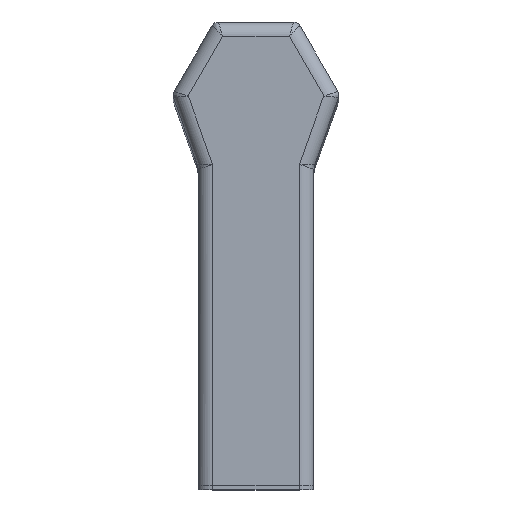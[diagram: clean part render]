
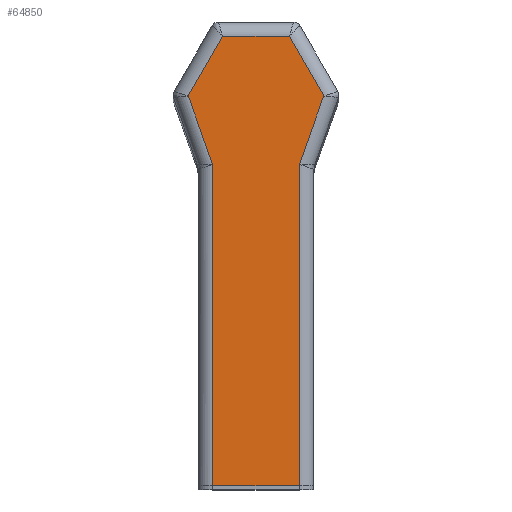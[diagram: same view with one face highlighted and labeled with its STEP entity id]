
A CAD part, top view. The second image highlights one B-rep face of the part: STEP entity #64850.
In plain terms, the highlighted face is planar.
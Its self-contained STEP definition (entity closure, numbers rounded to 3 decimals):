
#50320=CARTESIAN_POINT('',(-336.,-27.,-3.));
#50330=VERTEX_POINT('',#50320);
#50360=CARTESIAN_POINT('',(-336.,-27.,0.));
#50370=DIRECTION('',(0.,0.,-1.));
#50380=VECTOR('',#50370,1000.);
#50390=LINE('',#50360,#50380);
#50400=CARTESIAN_POINT('',(-336.,-27.,3.));
#50410=VERTEX_POINT('',#50400);
#50420=EDGE_CURVE('',#50410,#50330,#50390,.T.);
#54080=CARTESIAN_POINT('',(-336.,4.,-2.309));
#54090=VERTEX_POINT('',#54080);
#54510=CARTESIAN_POINT('',(-336.,4.,2.309));
#54520=VERTEX_POINT('',#54510);
#54550=CARTESIAN_POINT('',(-336.,4.,0.));
#54560=DIRECTION('',(0.,0.,1.));
#54570=VECTOR('',#54560,1.);
#54580=LINE('',#54550,#54570);
#54590=EDGE_CURVE('',#54090,#54520,#54580,.T.);
#55260=CARTESIAN_POINT('',(-336.,-0.1,4.677));
#55270=VERTEX_POINT('',#55260);
#61420=CARTESIAN_POINT('',(-336.,-4.828,3.));
#61430=VERTEX_POINT('',#61420);
#64150=CARTESIAN_POINT('',(-336.,-4.828,-3.));
#64160=VERTEX_POINT('',#64150);
#64380=CARTESIAN_POINT('',(-336.,0.,0.));
#64390=DIRECTION('',(1.,-0.,0.));
#64400=DIRECTION('',(0.,0.,-1.));
#64410=AXIS2_PLACEMENT_3D('',#64380,#64390,#64400);
#64420=PLANE('',#64410);
#64430=CARTESIAN_POINT('',(-336.,0.,4.712));
#64440=DIRECTION('',(0.,-0.942,-0.334));
#64450=VECTOR('',#64440,1.);
#64460=LINE('',#64430,#64450);
#64470=EDGE_CURVE('',#55270,#61430,#64460,.T.);
#64480=ORIENTED_EDGE('',*,*,#64470,.F.);
#64490=CARTESIAN_POINT('',(-336.,0.,3.));
#64500=DIRECTION('',(0.,-1.,0.));
#64510=VECTOR('',#64500,1.);
#64520=LINE('',#64490,#64510);
#64530=EDGE_CURVE('',#61430,#50410,#64520,.T.);
#64540=ORIENTED_EDGE('',*,*,#64530,.F.);
#64550=ORIENTED_EDGE('',*,*,#50420,.F.);
#64560=CARTESIAN_POINT('',(-336.,0.,-3.));
#64570=DIRECTION('',(0.,-1.,0.));
#64580=VECTOR('',#64570,1.);
#64590=LINE('',#64560,#64580);
#64600=EDGE_CURVE('',#64160,#50330,#64590,.T.);
#64610=ORIENTED_EDGE('',*,*,#64600,.T.);
#64620=CARTESIAN_POINT('',(-336.,0.,-4.712));
#64630=DIRECTION('',(0.,0.942,-0.334));
#64640=VECTOR('',#64630,1.);
#64650=LINE('',#64620,#64640);
#64660=CARTESIAN_POINT('',(-336.,-0.1,-4.677));
#64670=VERTEX_POINT('',#64660);
#64680=EDGE_CURVE('',#64160,#64670,#64650,.T.);
#64690=ORIENTED_EDGE('',*,*,#64680,.F.);
#64700=CARTESIAN_POINT('',(-336.,0.,-4.619));
#64710=DIRECTION('',(0.,0.866,0.5));
#64720=VECTOR('',#64710,1.);
#64730=LINE('',#64700,#64720);
#64740=EDGE_CURVE('',#64670,#54090,#64730,.T.);
#64750=ORIENTED_EDGE('',*,*,#64740,.F.);
#64760=ORIENTED_EDGE('',*,*,#54590,.F.);
#64770=CARTESIAN_POINT('',(-336.,0.,4.619));
#64780=DIRECTION('',(0.,-0.866,0.5));
#64790=VECTOR('',#64780,1.);
#64800=LINE('',#64770,#64790);
#64810=EDGE_CURVE('',#54520,#55270,#64800,.T.);
#64820=ORIENTED_EDGE('',*,*,#64810,.F.);
#64830=EDGE_LOOP('',(#64820,#64760,#64750,#64690,#64610,#64550,#64540,
#64480));
#64840=FACE_OUTER_BOUND('',#64830,.T.);
#64850=ADVANCED_FACE('',(#64840),#64420,.F.);
